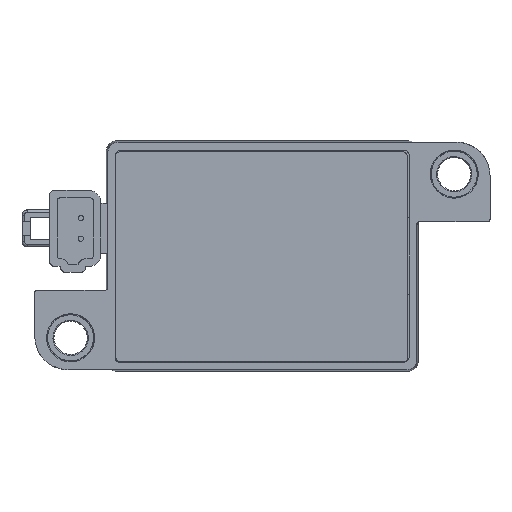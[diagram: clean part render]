
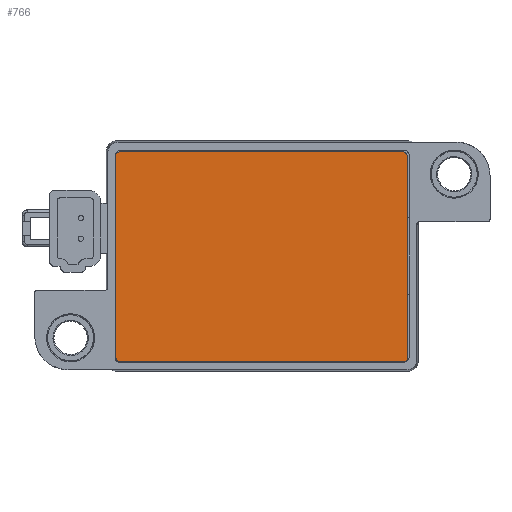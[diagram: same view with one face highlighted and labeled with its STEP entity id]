
A CAD part, front view. The second image highlights one B-rep face of the part: STEP entity #766.
In plain terms, the highlighted planar face has unit normal (0, -1, 0).
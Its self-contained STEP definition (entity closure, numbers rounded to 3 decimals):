
#696=AXIS2_PLACEMENT_3D('Circle Axis2P3D',#694,#695,$) ;
#714=AXIS2_PLACEMENT_3D('Plane Axis2P3D',#711,#712,#713) ;
#718=AXIS2_PLACEMENT_3D('Circle Axis2P3D',#716,#717,$) ;
#734=AXIS2_PLACEMENT_3D('Circle Axis2P3D',#732,#733,$) ;
#746=AXIS2_PLACEMENT_3D('Circle Axis2P3D',#744,#745,$) ;
#587=CARTESIAN_POINT('Vertex',(27.399,-46.6,-20.851)) ;
#590=CARTESIAN_POINT('Line Origine',(-0.201,-46.6,-20.851)) ;
#594=CARTESIAN_POINT('Vertex',(-27.801,-46.6,-20.851)) ;
#689=CARTESIAN_POINT('Vertex',(28.399,-46.6,-19.851)) ;
#694=CARTESIAN_POINT('Axis2P3D Location',(27.399,-46.6,-19.851)) ;
#711=CARTESIAN_POINT('Axis2P3D Location',(-0.201,-46.6,-0.251)) ;
#716=CARTESIAN_POINT('Axis2P3D Location',(-27.801,-46.6,19.349)) ;
#720=CARTESIAN_POINT('Vertex',(-28.801,-46.6,19.349)) ;
#722=CARTESIAN_POINT('Vertex',(-27.801,-46.6,20.349)) ;
#725=CARTESIAN_POINT('Line Origine',(-28.801,-46.6,-0.251)) ;
#729=CARTESIAN_POINT('Vertex',(-28.801,-46.6,-19.851)) ;
#732=CARTESIAN_POINT('Axis2P3D Location',(-27.801,-46.6,-19.851)) ;
#737=CARTESIAN_POINT('Line Origine',(28.399,-46.6,-0.251)) ;
#741=CARTESIAN_POINT('Vertex',(28.399,-46.6,19.349)) ;
#744=CARTESIAN_POINT('Axis2P3D Location',(27.399,-46.6,19.349)) ;
#748=CARTESIAN_POINT('Vertex',(27.399,-46.6,20.349)) ;
#751=CARTESIAN_POINT('Line Origine',(-0.201,-46.6,20.349)) ;
#591=DIRECTION('Vector Direction',(1.,0.,0.)) ;
#695=DIRECTION('Axis2P3D Direction',(0.,1.,0.)) ;
#712=DIRECTION('Axis2P3D Direction',(0.,1.,-0.)) ;
#713=DIRECTION('Axis2P3D XDirection',(-1.,0.,0.)) ;
#717=DIRECTION('Axis2P3D Direction',(0.,1.,-0.)) ;
#726=DIRECTION('Vector Direction',(0.,0.,1.)) ;
#733=DIRECTION('Axis2P3D Direction',(0.,1.,-0.)) ;
#738=DIRECTION('Vector Direction',(0.,0.,-1.)) ;
#745=DIRECTION('Axis2P3D Direction',(0.,1.,-0.)) ;
#752=DIRECTION('Vector Direction',(-1.,0.,0.)) ;
#592=VECTOR('Line Direction',#591,1.) ;
#727=VECTOR('Line Direction',#726,1.) ;
#739=VECTOR('Line Direction',#738,1.) ;
#753=VECTOR('Line Direction',#752,1.) ;
#757=ORIENTED_EDGE('',*,*,#724,.F.) ;
#758=ORIENTED_EDGE('',*,*,#731,.F.) ;
#759=ORIENTED_EDGE('',*,*,#736,.F.) ;
#760=ORIENTED_EDGE('',*,*,#596,.F.) ;
#761=ORIENTED_EDGE('',*,*,#698,.F.) ;
#762=ORIENTED_EDGE('',*,*,#743,.F.) ;
#763=ORIENTED_EDGE('',*,*,#750,.F.) ;
#764=ORIENTED_EDGE('',*,*,#755,.F.) ;
#766=ADVANCED_FACE('52\\Body.2',(#765),#715,.F.) ;
#697=CIRCLE('generated circle',#696,1.) ;
#719=CIRCLE('generated circle',#718,1.) ;
#735=CIRCLE('generated circle',#734,1.) ;
#747=CIRCLE('generated circle',#746,1.) ;
#596=EDGE_CURVE('',#588,#595,#593,.F.) ;
#698=EDGE_CURVE('',#690,#588,#697,.T.) ;
#724=EDGE_CURVE('',#721,#723,#719,.T.) ;
#731=EDGE_CURVE('',#730,#721,#728,.T.) ;
#736=EDGE_CURVE('',#595,#730,#735,.T.) ;
#743=EDGE_CURVE('',#742,#690,#740,.T.) ;
#750=EDGE_CURVE('',#749,#742,#747,.T.) ;
#755=EDGE_CURVE('',#723,#749,#754,.F.) ;
#756=EDGE_LOOP('',(#757,#758,#759,#760,#761,#762,#763,#764)) ;
#765=FACE_OUTER_BOUND('',#756,.T.) ;
#593=LINE('Line',#590,#592) ;
#728=LINE('Line',#725,#727) ;
#740=LINE('Line',#737,#739) ;
#754=LINE('Line',#751,#753) ;
#715=PLANE('',#714) ;
#588=VERTEX_POINT('',#587) ;
#595=VERTEX_POINT('',#594) ;
#690=VERTEX_POINT('',#689) ;
#721=VERTEX_POINT('',#720) ;
#723=VERTEX_POINT('',#722) ;
#730=VERTEX_POINT('',#729) ;
#742=VERTEX_POINT('',#741) ;
#749=VERTEX_POINT('',#748) ;
